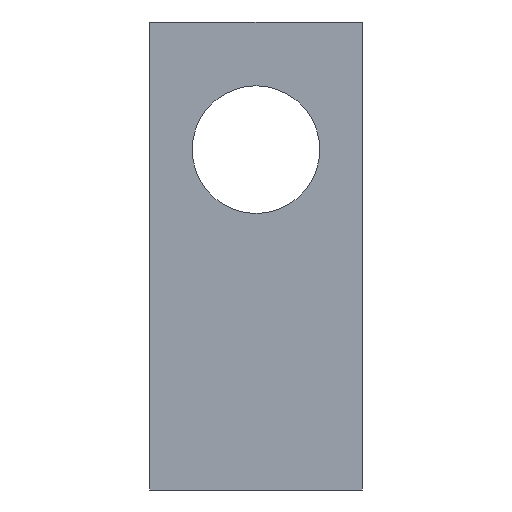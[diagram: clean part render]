
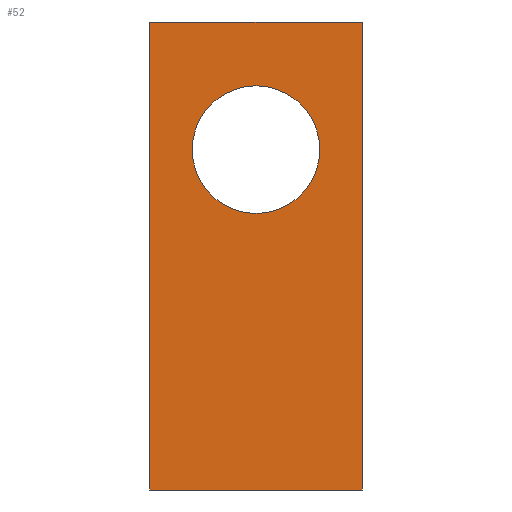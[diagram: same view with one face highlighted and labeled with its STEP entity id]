
A CAD part, left-side view. The second image highlights one B-rep face of the part: STEP entity #52.
In plain terms, the highlighted planar face has unit normal (-1, 0, 0).
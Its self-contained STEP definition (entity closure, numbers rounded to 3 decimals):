
#1 = DIRECTION ( 'NONE',  ( 0., 0., -1. ) ) ;
#3 = EDGE_CURVE ( 'NONE', #122, #22, #80, .T. ) ;
#9 = AXIS2_PLACEMENT_3D ( 'NONE', #187, #79, #148 ) ;
#22 = VERTEX_POINT ( 'NONE', #302 ) ;
#44 = VECTOR ( 'NONE', #158, 1000. ) ;
#47 = LINE ( 'NONE', #343, #392 ) ;
#49 = CARTESIAN_POINT ( 'NONE',  ( 0., 2.5, 11. ) ) ;
#51 = CARTESIAN_POINT ( 'NONE',  ( 0., 0., 8. ) ) ;
#52 = ADVANCED_FACE ( 'NONE', ( #253, #272 ), #331, .T. ) ;
#53 = LINE ( 'NONE', #49, #44 ) ;
#70 = EDGE_CURVE ( 'NONE', #411, #389, #53, .T. ) ;
#79 = DIRECTION ( 'NONE',  ( 1., 0., 0. ) ) ;
#80 = CIRCLE ( 'NONE', #428, 1.5 ) ;
#102 = CARTESIAN_POINT ( 'NONE',  ( 0., -2.5, 0. ) ) ;
#122 = VERTEX_POINT ( 'NONE', #129 ) ;
#129 = CARTESIAN_POINT ( 'NONE',  ( 0., 0., 9.5 ) ) ;
#137 = ORIENTED_EDGE ( 'NONE', *, *, #397, .F. ) ;
#140 = CARTESIAN_POINT ( 'NONE',  ( 0., -2.5, 11. ) ) ;
#143 = CARTESIAN_POINT ( 'NONE',  ( 0., 2.5, 11. ) ) ;
#148 = DIRECTION ( 'NONE',  ( 0., 0., -1. ) ) ;
#150 = EDGE_CURVE ( 'NONE', #339, #411, #47, .T. ) ;
#157 = ORIENTED_EDGE ( 'NONE', *, *, #415, .T. ) ;
#158 = DIRECTION ( 'NONE',  ( 0., 0., 1. ) ) ;
#171 = AXIS2_PLACEMENT_3D ( 'NONE', #195, #237, #367 ) ;
#187 = CARTESIAN_POINT ( 'NONE',  ( 0., 0., 8. ) ) ;
#195 = CARTESIAN_POINT ( 'NONE',  ( 0., 0., 0. ) ) ;
#207 = CARTESIAN_POINT ( 'NONE',  ( 0., -2.5, 11. ) ) ;
#228 = LINE ( 'NONE', #140, #319 ) ;
#237 = DIRECTION ( 'NONE',  ( -1., 0., 0. ) ) ;
#238 = DIRECTION ( 'NONE',  ( 1., 0., 0. ) ) ;
#243 = ORIENTED_EDGE ( 'NONE', *, *, #357, .F. ) ;
#253 = FACE_OUTER_BOUND ( 'NONE', #449, .T. ) ;
#269 = DIRECTION ( 'NONE',  ( 0., 0., -1. ) ) ;
#272 = FACE_BOUND ( 'NONE', #329, .T. ) ;
#276 = VERTEX_POINT ( 'NONE', #207 ) ;
#302 = CARTESIAN_POINT ( 'NONE',  ( 0., 0., 6.5 ) ) ;
#313 = CARTESIAN_POINT ( 'NONE',  ( 0., -2.5, 0. ) ) ;
#314 = LINE ( 'NONE', #102, #347 ) ;
#318 = DIRECTION ( 'NONE',  ( 0., -1., 0. ) ) ;
#319 = VECTOR ( 'NONE', #318, 1000. ) ;
#329 = EDGE_LOOP ( 'NONE', ( #442, #157 ) ) ;
#331 = PLANE ( 'NONE',  #171 ) ;
#333 = CIRCLE ( 'NONE', #9, 1.5 ) ;
#339 = VERTEX_POINT ( 'NONE', #313 ) ;
#342 = DIRECTION ( 'NONE',  ( 0., 1., 0. ) ) ;
#343 = CARTESIAN_POINT ( 'NONE',  ( 0., 2.5, 0. ) ) ;
#347 = VECTOR ( 'NONE', #1, 1000. ) ;
#357 = EDGE_CURVE ( 'NONE', #276, #339, #314, .T. ) ;
#367 = DIRECTION ( 'NONE',  ( 0., 0., 1. ) ) ;
#389 = VERTEX_POINT ( 'NONE', #143 ) ;
#390 = CARTESIAN_POINT ( 'NONE',  ( 0., 2.5, 0. ) ) ;
#392 = VECTOR ( 'NONE', #342, 1000. ) ;
#397 = EDGE_CURVE ( 'NONE', #389, #276, #228, .T. ) ;
#411 = VERTEX_POINT ( 'NONE', #390 ) ;
#415 = EDGE_CURVE ( 'NONE', #22, #122, #333, .T. ) ;
#418 = ORIENTED_EDGE ( 'NONE', *, *, #70, .F. ) ;
#422 = ORIENTED_EDGE ( 'NONE', *, *, #150, .F. ) ;
#428 = AXIS2_PLACEMENT_3D ( 'NONE', #51, #238, #269 ) ;
#442 = ORIENTED_EDGE ( 'NONE', *, *, #3, .T. ) ;
#449 = EDGE_LOOP ( 'NONE', ( #422, #243, #137, #418 ) ) ;
